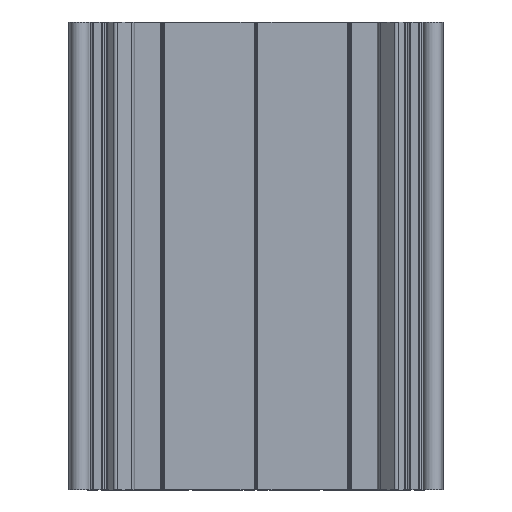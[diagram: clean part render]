
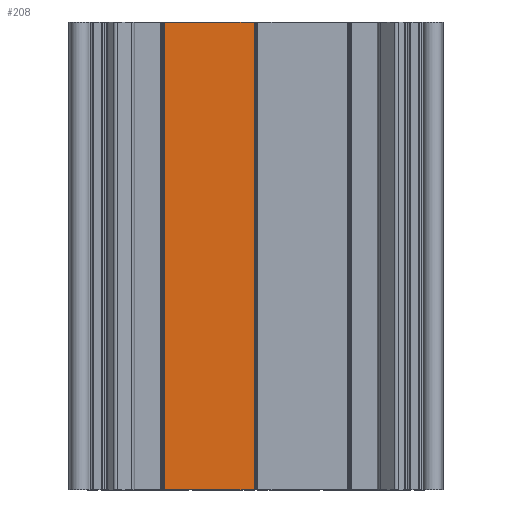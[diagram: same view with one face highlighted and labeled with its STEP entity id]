
A CAD part, top view. The second image highlights one B-rep face of the part: STEP entity #208.
In plain terms, the highlighted planar face has unit normal (0, 0, 1).
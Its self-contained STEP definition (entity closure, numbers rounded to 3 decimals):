
#208 = ADVANCED_FACE( '', ( #554 ), #555, .F. );
#554 = FACE_OUTER_BOUND( '', #1035, .T. );
#555 = PLANE( '', #1036 );
#1035 = EDGE_LOOP( '', ( #1575, #1576, #1577, #1578 ) );
#1036 = AXIS2_PLACEMENT_3D( '', #1579, #1580, #1581 );
#1575 = ORIENTED_EDGE( '', *, *, #3103, .T. );
#1576 = ORIENTED_EDGE( '', *, *, #3104, .F. );
#1577 = ORIENTED_EDGE( '', *, *, #3105, .F. );
#1578 = ORIENTED_EDGE( '', *, *, #3106, .T. );
#1579 = CARTESIAN_POINT( '', ( -19.6, 100., -5.75 ) );
#1580 = DIRECTION( '', ( 0., 0., -1. ) );
#1581 = DIRECTION( '', ( -1., 0., 0. ) );
#3103 = EDGE_CURVE( '', #3779, #3780, #3781, .T. );
#3104 = EDGE_CURVE( '', #3782, #3780, #3783, .T. );
#3105 = EDGE_CURVE( '', #3784, #3782, #3785, .T. );
#3106 = EDGE_CURVE( '', #3784, #3779, #3786, .T. );
#3779 = VERTEX_POINT( '', #4754 );
#3780 = VERTEX_POINT( '', #4755 );
#3781 = LINE( '', #4756, #4757 );
#3782 = VERTEX_POINT( '', #4758 );
#3783 = LINE( '', #4759, #4760 );
#3784 = VERTEX_POINT( '', #4761 );
#3785 = LINE( '', #4762, #4763 );
#3786 = LINE( '', #4764, #4765 );
#4754 = CARTESIAN_POINT( '', ( -19.6, 0., -5.75 ) );
#4755 = CARTESIAN_POINT( '', ( -0.4, 0., -5.75 ) );
#4756 = CARTESIAN_POINT( '', ( -19.6, 0., -5.75 ) );
#4757 = VECTOR( '', #5911, 1000. );
#4758 = CARTESIAN_POINT( '', ( -0.4, 100., -5.75 ) );
#4759 = CARTESIAN_POINT( '', ( -0.4, 100., -5.75 ) );
#4760 = VECTOR( '', #5912, 1000. );
#4761 = CARTESIAN_POINT( '', ( -19.6, 100., -5.75 ) );
#4762 = CARTESIAN_POINT( '', ( -19.6, 100., -5.75 ) );
#4763 = VECTOR( '', #5913, 1000. );
#4764 = CARTESIAN_POINT( '', ( -19.6, 100., -5.75 ) );
#4765 = VECTOR( '', #5914, 1000. );
#5911 = DIRECTION( '', ( 1., 0., 0. ) );
#5912 = DIRECTION( '', ( 0., -1., 0. ) );
#5913 = DIRECTION( '', ( 1., 0., 0. ) );
#5914 = DIRECTION( '', ( 0., -1., 0. ) );
